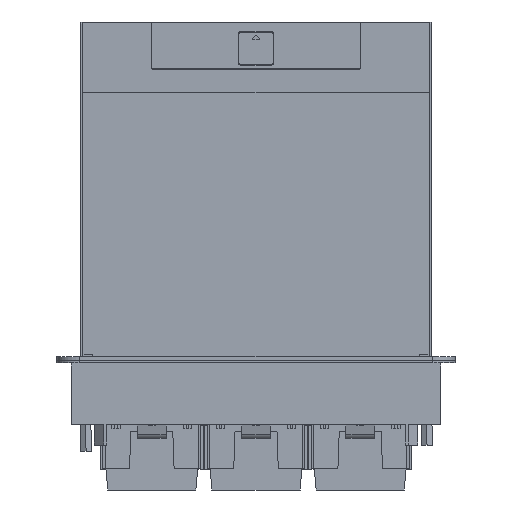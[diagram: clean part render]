
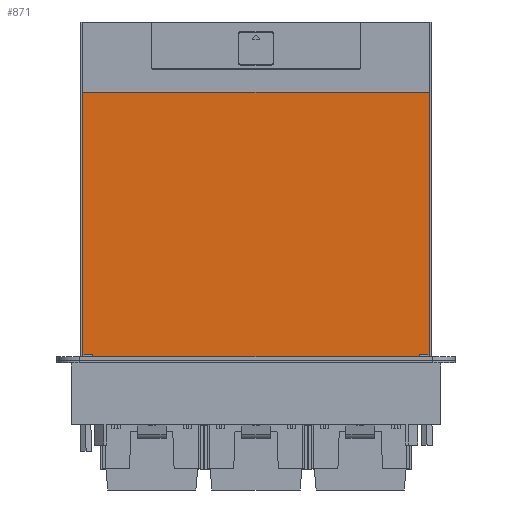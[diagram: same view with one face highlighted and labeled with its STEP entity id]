
A CAD part, front view. The second image highlights one B-rep face of the part: STEP entity #871.
In plain terms, the highlighted face is planar.
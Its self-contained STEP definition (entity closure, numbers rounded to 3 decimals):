
#555=CARTESIAN_POINT('Vertex',(-123.725,113.25,4.4)) ;
#560=CARTESIAN_POINT('Line Origine',(0.,113.25,4.4)) ;
#564=CARTESIAN_POINT('Vertex',(123.725,113.25,4.4)) ;
#745=CARTESIAN_POINT('Axis2P3D Location',(0.,0.,4.4)) ;
#750=CARTESIAN_POINT('Line Origine',(-123.725,19.275,4.4)) ;
#754=CARTESIAN_POINT('Vertex',(-123.725,-74.7,4.4)) ;
#757=CARTESIAN_POINT('Line Origine',(-120.238,-74.7,4.4)) ;
#761=CARTESIAN_POINT('Vertex',(-116.75,-74.7,4.4)) ;
#764=CARTESIAN_POINT('Line Origine',(-116.75,-79.2,4.4)) ;
#768=CARTESIAN_POINT('Vertex',(-116.75,-83.7,4.4)) ;
#771=CARTESIAN_POINT('Line Origine',(-122.,-83.7,4.4)) ;
#775=CARTESIAN_POINT('Vertex',(-127.25,-83.7,4.4)) ;
#778=CARTESIAN_POINT('Line Origine',(-127.25,-85.7,4.4)) ;
#782=CARTESIAN_POINT('Vertex',(-127.25,-87.7,4.4)) ;
#785=CARTESIAN_POINT('Line Origine',(-125.725,-87.7,4.4)) ;
#789=CARTESIAN_POINT('Vertex',(-124.2,-87.7,4.4)) ;
#792=CARTESIAN_POINT('Line Origine',(-124.2,-87.425,4.4)) ;
#796=CARTESIAN_POINT('Vertex',(-124.2,-87.15,4.4)) ;
#799=CARTESIAN_POINT('Line Origine',(0.,-87.15,4.4)) ;
#803=CARTESIAN_POINT('Vertex',(124.2,-87.15,4.4)) ;
#806=CARTESIAN_POINT('Line Origine',(124.2,-87.425,4.4)) ;
#810=CARTESIAN_POINT('Vertex',(124.2,-87.7,4.4)) ;
#813=CARTESIAN_POINT('Line Origine',(125.725,-87.7,4.4)) ;
#817=CARTESIAN_POINT('Vertex',(127.25,-87.7,4.4)) ;
#820=CARTESIAN_POINT('Line Origine',(127.25,-85.7,4.4)) ;
#824=CARTESIAN_POINT('Vertex',(127.25,-83.7,4.4)) ;
#827=CARTESIAN_POINT('Line Origine',(122.,-83.7,4.4)) ;
#831=CARTESIAN_POINT('Vertex',(116.75,-83.7,4.4)) ;
#834=CARTESIAN_POINT('Line Origine',(116.75,-79.2,4.4)) ;
#838=CARTESIAN_POINT('Vertex',(116.75,-74.7,4.4)) ;
#841=CARTESIAN_POINT('Line Origine',(120.238,-74.7,4.4)) ;
#845=CARTESIAN_POINT('Vertex',(123.725,-74.7,4.4)) ;
#848=CARTESIAN_POINT('Line Origine',(123.725,19.275,4.4)) ;
#561=DIRECTION('Vector Direction',(-1.,0.,0.)) ;
#746=DIRECTION('Axis2P3D Direction',(0.,0.,1.)) ;
#747=DIRECTION('Axis2P3D XDirection',(1.,0.,0.)) ;
#751=DIRECTION('Vector Direction',(0.,-1.,0.)) ;
#758=DIRECTION('Vector Direction',(-1.,0.,0.)) ;
#765=DIRECTION('Vector Direction',(0.,1.,0.)) ;
#772=DIRECTION('Vector Direction',(1.,0.,0.)) ;
#779=DIRECTION('Vector Direction',(0.,-1.,0.)) ;
#786=DIRECTION('Vector Direction',(-1.,0.,0.)) ;
#793=DIRECTION('Vector Direction',(0.,-1.,0.)) ;
#800=DIRECTION('Vector Direction',(-1.,0.,0.)) ;
#807=DIRECTION('Vector Direction',(0.,-1.,0.)) ;
#814=DIRECTION('Vector Direction',(-1.,0.,0.)) ;
#821=DIRECTION('Vector Direction',(0.,-1.,0.)) ;
#828=DIRECTION('Vector Direction',(-1.,0.,0.)) ;
#835=DIRECTION('Vector Direction',(0.,1.,0.)) ;
#842=DIRECTION('Vector Direction',(1.,0.,0.)) ;
#849=DIRECTION('Vector Direction',(0.,-1.,0.)) ;
#748=AXIS2_PLACEMENT_3D('Plane Axis2P3D',#745,#746,#747) ;
#854=ORIENTED_EDGE('',*,*,#756,.T.) ;
#855=ORIENTED_EDGE('',*,*,#763,.T.) ;
#856=ORIENTED_EDGE('',*,*,#770,.T.) ;
#857=ORIENTED_EDGE('',*,*,#777,.T.) ;
#858=ORIENTED_EDGE('',*,*,#784,.T.) ;
#859=ORIENTED_EDGE('',*,*,#791,.T.) ;
#860=ORIENTED_EDGE('',*,*,#798,.F.) ;
#861=ORIENTED_EDGE('',*,*,#805,.F.) ;
#862=ORIENTED_EDGE('',*,*,#812,.T.) ;
#863=ORIENTED_EDGE('',*,*,#819,.T.) ;
#864=ORIENTED_EDGE('',*,*,#826,.T.) ;
#865=ORIENTED_EDGE('',*,*,#833,.T.) ;
#866=ORIENTED_EDGE('',*,*,#840,.T.) ;
#867=ORIENTED_EDGE('',*,*,#847,.T.) ;
#868=ORIENTED_EDGE('',*,*,#852,.T.) ;
#869=ORIENTED_EDGE('',*,*,#566,.F.) ;
#562=VECTOR('Line Direction',#561,1.) ;
#752=VECTOR('Line Direction',#751,1.) ;
#759=VECTOR('Line Direction',#758,1.) ;
#766=VECTOR('Line Direction',#765,1.) ;
#773=VECTOR('Line Direction',#772,1.) ;
#780=VECTOR('Line Direction',#779,1.) ;
#787=VECTOR('Line Direction',#786,1.) ;
#794=VECTOR('Line Direction',#793,1.) ;
#801=VECTOR('Line Direction',#800,1.) ;
#808=VECTOR('Line Direction',#807,1.) ;
#815=VECTOR('Line Direction',#814,1.) ;
#822=VECTOR('Line Direction',#821,1.) ;
#829=VECTOR('Line Direction',#828,1.) ;
#836=VECTOR('Line Direction',#835,1.) ;
#843=VECTOR('Line Direction',#842,1.) ;
#850=VECTOR('Line Direction',#849,1.) ;
#871=ADVANCED_FACE('Corps principal',(#870),#749,.T.) ;
#566=EDGE_CURVE('',#556,#565,#563,.F.) ;
#756=EDGE_CURVE('',#556,#755,#753,.T.) ;
#763=EDGE_CURVE('',#755,#762,#760,.F.) ;
#770=EDGE_CURVE('',#762,#769,#767,.F.) ;
#777=EDGE_CURVE('',#769,#776,#774,.F.) ;
#784=EDGE_CURVE('',#776,#783,#781,.T.) ;
#791=EDGE_CURVE('',#783,#790,#788,.F.) ;
#798=EDGE_CURVE('',#797,#790,#795,.T.) ;
#805=EDGE_CURVE('',#804,#797,#802,.T.) ;
#812=EDGE_CURVE('',#804,#811,#809,.T.) ;
#819=EDGE_CURVE('',#811,#818,#816,.F.) ;
#826=EDGE_CURVE('',#818,#825,#823,.F.) ;
#833=EDGE_CURVE('',#825,#832,#830,.T.) ;
#840=EDGE_CURVE('',#832,#839,#837,.T.) ;
#847=EDGE_CURVE('',#839,#846,#844,.T.) ;
#852=EDGE_CURVE('',#846,#565,#851,.F.) ;
#853=EDGE_LOOP('',(#854,#855,#856,#857,#858,#859,#860,#861,#862,#863,#864,#865,#866,#867,#868,#869)) ;
#870=FACE_OUTER_BOUND('',#853,.T.) ;
#563=LINE('Line',#560,#562) ;
#753=LINE('Line',#750,#752) ;
#760=LINE('Line',#757,#759) ;
#767=LINE('Line',#764,#766) ;
#774=LINE('Line',#771,#773) ;
#781=LINE('Line',#778,#780) ;
#788=LINE('Line',#785,#787) ;
#795=LINE('Line',#792,#794) ;
#802=LINE('Line',#799,#801) ;
#809=LINE('Line',#806,#808) ;
#816=LINE('Line',#813,#815) ;
#823=LINE('Line',#820,#822) ;
#830=LINE('Line',#827,#829) ;
#837=LINE('Line',#834,#836) ;
#844=LINE('Line',#841,#843) ;
#851=LINE('Line',#848,#850) ;
#749=PLANE('',#748) ;
#556=VERTEX_POINT('',#555) ;
#565=VERTEX_POINT('',#564) ;
#755=VERTEX_POINT('',#754) ;
#762=VERTEX_POINT('',#761) ;
#769=VERTEX_POINT('',#768) ;
#776=VERTEX_POINT('',#775) ;
#783=VERTEX_POINT('',#782) ;
#790=VERTEX_POINT('',#789) ;
#797=VERTEX_POINT('',#796) ;
#804=VERTEX_POINT('',#803) ;
#811=VERTEX_POINT('',#810) ;
#818=VERTEX_POINT('',#817) ;
#825=VERTEX_POINT('',#824) ;
#832=VERTEX_POINT('',#831) ;
#839=VERTEX_POINT('',#838) ;
#846=VERTEX_POINT('',#845) ;
